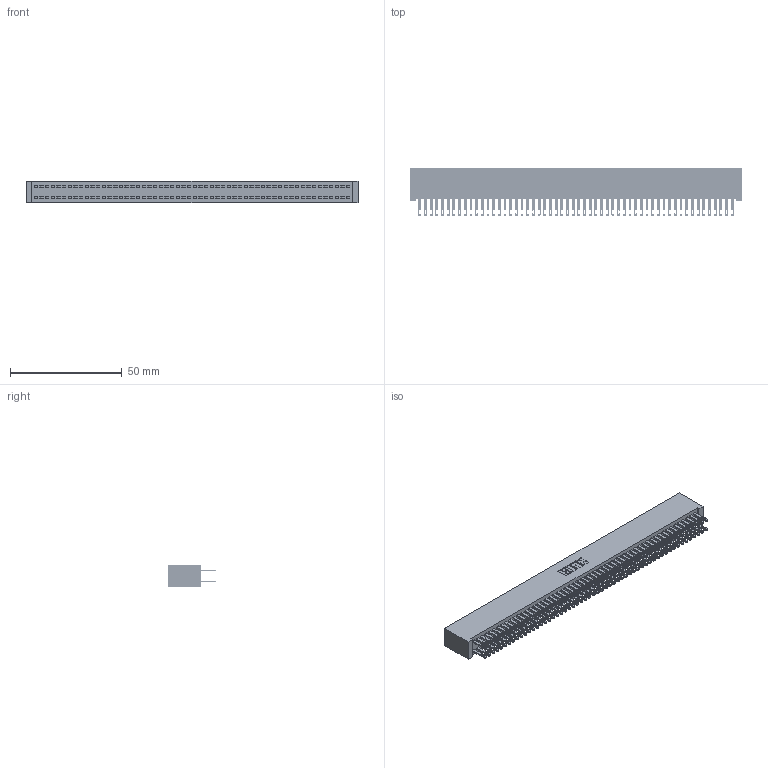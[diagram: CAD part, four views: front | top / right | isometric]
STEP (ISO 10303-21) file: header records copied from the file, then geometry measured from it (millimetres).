
FILE_DESCRIPTION (( 'STEP AP203' ), '1' );
FILE_NAME ('342-112-500-201.STEP', '2019-10-04T20:41:32', ( '' ), ( '' ), 'SwSTEP 2.0', 'SolidWorks 2016', '' );
FILE_SCHEMA (( 'CONFIG_CONTROL_DESIGN' ));
Length unit declared in the file: inch
Products named in the file (3): 345-292-001_345-293-100; 342-112-500-201; 342 Part_Lugless
Assembly tree (113 placements, depth 2):
  342-112-500-201
    342 Part_Lugless
    345-292-001_345-293-100  x112
Bounding box: 148.49 x 21.85 x 9.4 mm (x, y, z)
Volume: 14189.7 mm3; surface area: 24960.8 mm2
Topology: 113 solids, 113 shells, 5478 faces, 16739 edges, 11158 vertices
Faces by surface type: plane 3422, cylinder 2056
Entity records: 33737 total; most frequent: CARTESIAN_POINT 5570, ORIENTED_EDGE 5506, DIRECTION 4729, EDGE_CURVE 2753, VECTOR 2629, LINE 2629, VERTEX_POINT 1834, AXIS2_PLACEMENT_3D 1050
